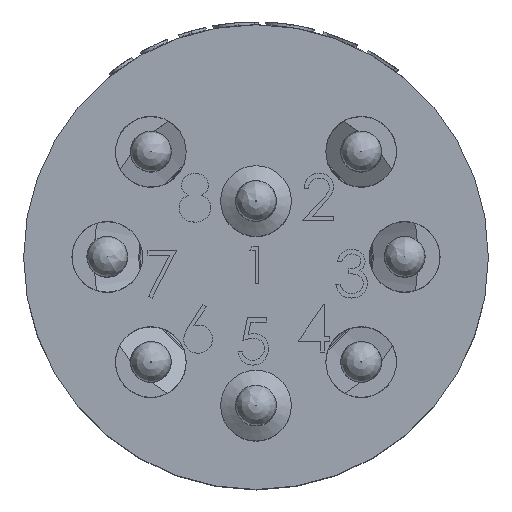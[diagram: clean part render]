
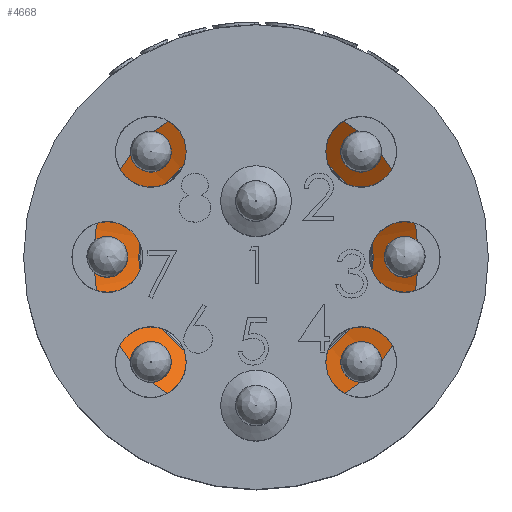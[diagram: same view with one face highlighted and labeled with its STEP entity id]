
A CAD part, top view. The second image highlights one B-rep face of the part: STEP entity #4668.
In plain terms, the highlighted conical face has half-angle 59 degrees and reference radius 8.014 mm.
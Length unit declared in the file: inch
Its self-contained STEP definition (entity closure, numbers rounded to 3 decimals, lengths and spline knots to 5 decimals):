
#230=CONICAL_SURFACE('',#5096,0.3155,1.03);
#369=FACE_OUTER_BOUND('',#641,.T.);
#641=EDGE_LOOP('',(#3453,#3454,#3455,#3456,#3457,#3458));
#1147=LINE('',#8870,#1470);
#1470=VECTOR('',#5685,0.3155);
#1899=CIRCLE('',#5097,0.4375);
#1900=CIRCLE('',#5098,0.4375);
#1901=CIRCLE('',#5099,0.3155);
#1902=CIRCLE('',#5100,0.3155);
#2150=VERTEX_POINT('',#8865);
#2151=VERTEX_POINT('',#8866);
#2152=VERTEX_POINT('',#8869);
#2153=VERTEX_POINT('',#8871);
#2681=EDGE_CURVE('',#2150,#2151,#1899,.T.);
#2682=EDGE_CURVE('',#2151,#2150,#1900,.T.);
#2683=EDGE_CURVE('',#2151,#2152,#1147,.T.);
#2684=EDGE_CURVE('',#2152,#2153,#1901,.T.);
#2685=EDGE_CURVE('',#2153,#2152,#1902,.T.);
#3453=ORIENTED_EDGE('',*,*,#2681,.F.);
#3454=ORIENTED_EDGE('',*,*,#2682,.F.);
#3455=ORIENTED_EDGE('',*,*,#2683,.T.);
#3456=ORIENTED_EDGE('',*,*,#2684,.T.);
#3457=ORIENTED_EDGE('',*,*,#2685,.T.);
#3458=ORIENTED_EDGE('',*,*,#2683,.F.);
#4668=ADVANCED_FACE('',(#369),#230,.T.);
#5096=AXIS2_PLACEMENT_3D('',#8864,#5679,#5680);
#5097=AXIS2_PLACEMENT_3D('',#8867,#5681,#5682);
#5098=AXIS2_PLACEMENT_3D('',#8868,#5683,#5684);
#5099=AXIS2_PLACEMENT_3D('',#8872,#5686,#5687);
#5100=AXIS2_PLACEMENT_3D('',#8873,#5688,#5689);
#5679=DIRECTION('center_axis',(0.,0.,1.));
#5680=DIRECTION('ref_axis',(0.,-1.,0.));
#5681=DIRECTION('center_axis',(0.,0.,1.));
#5682=DIRECTION('ref_axis',(0.,-1.,0.));
#5683=DIRECTION('center_axis',(0.,0.,1.));
#5684=DIRECTION('ref_axis',(0.,-1.,0.));
#5685=DIRECTION('',(0.,-0.857,-0.515));
#5686=DIRECTION('center_axis',(0.,0.,1.));
#5687=DIRECTION('ref_axis',(0.,-1.,0.));
#5688=DIRECTION('center_axis',(0.,0.,1.));
#5689=DIRECTION('ref_axis',(0.,-1.,0.));
#8864=CARTESIAN_POINT('Origin',(-1.65956,0.82781,0.0724));
#8865=CARTESIAN_POINT('',(-1.65956,0.39031,0.1457));
#8866=CARTESIAN_POINT('',(-1.65956,1.26531,0.1457));
#8867=CARTESIAN_POINT('Origin',(-1.65956,0.82781,0.1457));
#8868=CARTESIAN_POINT('Origin',(-1.65956,0.82781,0.1457));
#8869=CARTESIAN_POINT('',(-1.65956,1.14331,0.0724));
#8870=CARTESIAN_POINT('',(-1.65956,1.14331,0.0724));
#8871=CARTESIAN_POINT('',(-1.65956,0.51231,0.0724));
#8872=CARTESIAN_POINT('Origin',(-1.65956,0.82781,0.0724));
#8873=CARTESIAN_POINT('Origin',(-1.65956,0.82781,0.0724));
